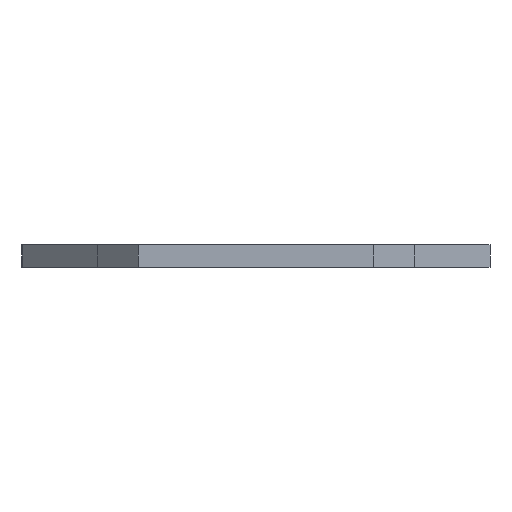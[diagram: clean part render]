
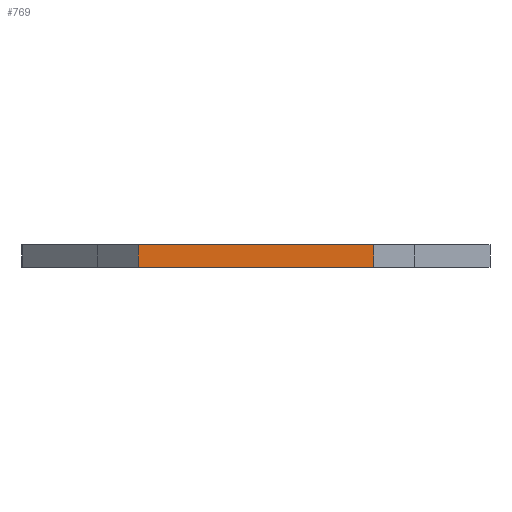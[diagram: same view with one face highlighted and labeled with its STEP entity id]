
A CAD part, front view. The second image highlights one B-rep face of the part: STEP entity #769.
In plain terms, the highlighted planar face has unit normal (0, -1, 0).
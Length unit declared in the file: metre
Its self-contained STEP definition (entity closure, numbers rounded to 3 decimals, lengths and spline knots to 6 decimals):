
#74=ORIENTED_EDGE('',*,*,#270,.T.);
#75=ORIENTED_EDGE('',*,*,#271,.F.);
#76=ORIENTED_EDGE('',*,*,#272,.F.);
#77=ORIENTED_EDGE('',*,*,#268,.T.);
#268=EDGE_CURVE('',#365,#364,#444,.T.);
#270=EDGE_CURVE('',#364,#366,#446,.T.);
#271=EDGE_CURVE('',#367,#366,#447,.T.);
#272=EDGE_CURVE('',#365,#367,#448,.T.);
#364=VERTEX_POINT('',#1125);
#365=VERTEX_POINT('',#1127);
#366=VERTEX_POINT('',#1131);
#367=VERTEX_POINT('',#1133);
#444=LINE('',#1126,#516);
#446=LINE('',#1130,#518);
#447=LINE('',#1132,#519);
#448=LINE('',#1134,#520);
#516=VECTOR('',#911,1.);
#518=VECTOR('',#915,1.);
#519=VECTOR('',#916,1.);
#520=VECTOR('',#917,1.);
#579=EDGE_LOOP('',(#74,#75,#76,#77));
#661=FACE_BOUND('',#579,.T.);
#743=PLANE('',#822);
#769=ADVANCED_FACE('',(#661),#743,.F.);
#822=AXIS2_PLACEMENT_3D('',#1129,#913,#914);
#911=DIRECTION('',(0.,0.,-1.));
#913=DIRECTION('',(0.,1.,0.));
#914=DIRECTION('',(0.,0.,1.));
#915=DIRECTION('',(1.,0.,0.));
#916=DIRECTION('',(0.,0.,-1.));
#917=DIRECTION('',(1.,0.,0.));
#1125=CARTESIAN_POINT('',(0.01625,-0.1805,0.));
#1126=CARTESIAN_POINT('',(0.01625,-0.1805,0.003175));
#1127=CARTESIAN_POINT('',(0.01625,-0.1805,0.003175));
#1129=CARTESIAN_POINT('',(0.0245,-0.1805,0.003175));
#1130=CARTESIAN_POINT('',(0.0245,-0.1805,0.));
#1131=CARTESIAN_POINT('',(0.04925,-0.1805,0.));
#1132=CARTESIAN_POINT('',(0.04925,-0.1805,0.003175));
#1133=CARTESIAN_POINT('',(0.04925,-0.1805,0.003175));
#1134=CARTESIAN_POINT('',(0.0245,-0.1805,0.003175));
